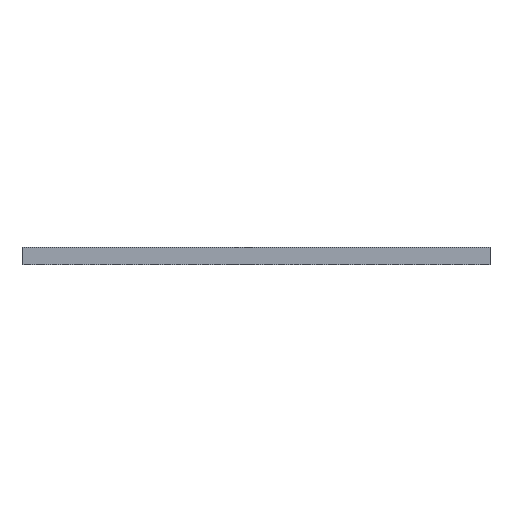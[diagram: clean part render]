
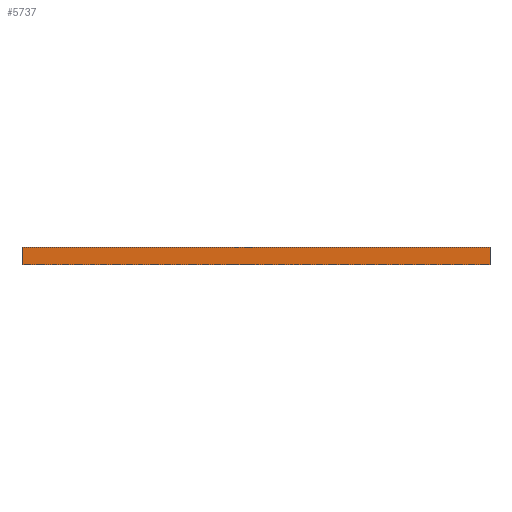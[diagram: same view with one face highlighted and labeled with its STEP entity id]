
A CAD part, top view. The second image highlights one B-rep face of the part: STEP entity #5737.
In plain terms, the highlighted planar face has unit normal (0, 0, 1).
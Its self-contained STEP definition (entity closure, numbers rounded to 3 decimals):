
#7 = AXIS2_PLACEMENT_3D ( 'NONE', #4934, #727, #752 ) ;
#39 = LINE ( 'NONE', #1843, #459 ) ;
#329 = PLANE ( 'NONE',  #7 ) ;
#363 = VECTOR ( 'NONE', #4931, 1000. ) ;
#459 = VECTOR ( 'NONE', #3151, 1000. ) ;
#660 = EDGE_CURVE ( 'NONE', #4303, #2487, #5670, .T. ) ;
#716 = DIRECTION ( 'NONE',  ( 0., 1., 0. ) ) ;
#727 = DIRECTION ( 'NONE',  ( 0., 0., 1. ) ) ;
#752 = DIRECTION ( 'NONE',  ( 1., 0., 0. ) ) ;
#993 = DIRECTION ( 'NONE',  ( -1., 0., 0. ) ) ;
#1607 = LINE ( 'NONE', #3076, #363 ) ;
#1715 = VECTOR ( 'NONE', #716, 1000. ) ;
#1843 = CARTESIAN_POINT ( 'NONE',  ( 1956., 0., -24.2 ) ) ;
#1971 = ORIENTED_EDGE ( 'NONE', *, *, #3899, .F. ) ;
#2279 = CARTESIAN_POINT ( 'NONE',  ( 1956., 1.8, -24.2 ) ) ;
#2487 = VERTEX_POINT ( 'NONE', #3030 ) ;
#3030 = CARTESIAN_POINT ( 'NONE',  ( 0., 74.15, -24.2 ) ) ;
#3076 = CARTESIAN_POINT ( 'NONE',  ( 1956., 74.15, -24.2 ) ) ;
#3151 = DIRECTION ( 'NONE',  ( 0., 1., 0. ) ) ;
#3170 = EDGE_LOOP ( 'NONE', ( #4611, #4081, #1971, #5176 ) ) ;
#3172 = EDGE_CURVE ( 'NONE', #5421, #3467, #39, .T. ) ;
#3383 = CARTESIAN_POINT ( 'NONE',  ( 1956., 1.8, -24.2 ) ) ;
#3423 = VECTOR ( 'NONE', #993, 1000. ) ;
#3458 = CARTESIAN_POINT ( 'NONE',  ( 0., 0., -24.2 ) ) ;
#3467 = VERTEX_POINT ( 'NONE', #5364 ) ;
#3899 = EDGE_CURVE ( 'NONE', #5421, #4303, #4711, .T. ) ;
#4081 = ORIENTED_EDGE ( 'NONE', *, *, #660, .F. ) ;
#4303 = VERTEX_POINT ( 'NONE', #4973 ) ;
#4559 = FACE_OUTER_BOUND ( 'NONE', #3170, .T. ) ;
#4611 = ORIENTED_EDGE ( 'NONE', *, *, #5797, .T. ) ;
#4711 = LINE ( 'NONE', #3383, #3423 ) ;
#4931 = DIRECTION ( 'NONE',  ( -1., 0., 0. ) ) ;
#4934 = CARTESIAN_POINT ( 'NONE',  ( 1956., 0., -24.2 ) ) ;
#4973 = CARTESIAN_POINT ( 'NONE',  ( 0., 1.8, -24.2 ) ) ;
#5176 = ORIENTED_EDGE ( 'NONE', *, *, #3172, .T. ) ;
#5364 = CARTESIAN_POINT ( 'NONE',  ( 1956., 74.15, -24.2 ) ) ;
#5421 = VERTEX_POINT ( 'NONE', #2279 ) ;
#5670 = LINE ( 'NONE', #3458, #1715 ) ;
#5737 = ADVANCED_FACE ( 'NONE', ( #4559 ), #329, .T. ) ;
#5797 = EDGE_CURVE ( 'NONE', #3467, #2487, #1607, .T. ) ;
